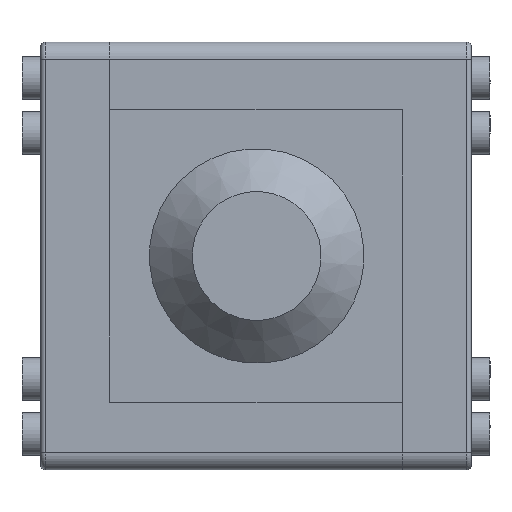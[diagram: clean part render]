
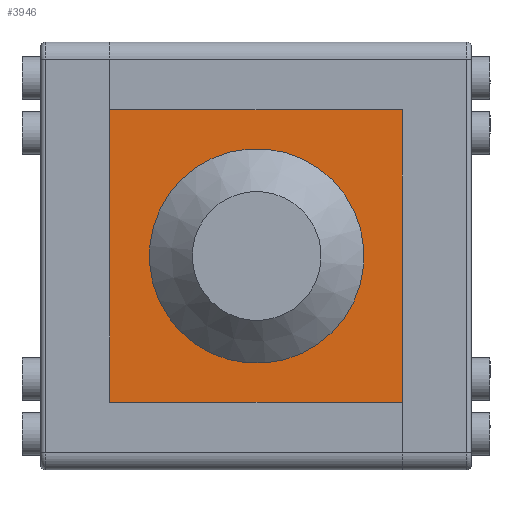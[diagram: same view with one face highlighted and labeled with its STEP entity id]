
A CAD part, left-side view. The second image highlights one B-rep face of the part: STEP entity #3946.
In plain terms, the highlighted face is planar.
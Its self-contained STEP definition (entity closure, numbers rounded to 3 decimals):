
#143=FACE_BOUND('',#761,.T.);
#270=PLANE('',#4404);
#496=FACE_OUTER_BOUND('',#760,.T.);
#760=EDGE_LOOP('',(#3594,#3595,#3596,#3597,#3598,#3599,#3600,#3601,#3602,
#3603,#3604,#3605,#3606,#3607,#3608,#3609,#3610));
#761=EDGE_LOOP('',(#3611));
#1087=LINE('',#7842,#1450);
#1102=LINE('',#7870,#1465);
#1105=LINE('',#7875,#1468);
#1107=LINE('',#7879,#1470);
#1109=LINE('',#7883,#1472);
#1111=LINE('',#7887,#1474);
#1113=LINE('',#7891,#1476);
#1115=LINE('',#7895,#1478);
#1116=LINE('',#7897,#1479);
#1118=LINE('',#9851,#1481);
#1119=LINE('',#9853,#1482);
#1120=LINE('',#9854,#1483);
#1121=LINE('',#9856,#1484);
#1122=LINE('',#9858,#1485);
#1123=LINE('',#9860,#1486);
#1124=LINE('',#9862,#1487);
#1125=LINE('',#9863,#1488);
#1450=VECTOR('',#5405,10.);
#1465=VECTOR('',#5430,10.);
#1468=VECTOR('',#5435,10.);
#1470=VECTOR('',#5439,10.);
#1472=VECTOR('',#5443,10.);
#1474=VECTOR('',#5447,10.);
#1476=VECTOR('',#5451,10.);
#1478=VECTOR('',#5455,10.);
#1479=VECTOR('',#5458,10.);
#1481=VECTOR('',#5476,10.);
#1482=VECTOR('',#5477,10.);
#1483=VECTOR('',#5478,10.);
#1484=VECTOR('',#5479,10.);
#1485=VECTOR('',#5480,10.);
#1486=VECTOR('',#5481,10.);
#1487=VECTOR('',#5482,10.);
#1488=VECTOR('',#5483,10.);
#1628=CIRCLE('',#4402,10.953);
#1962=VERTEX_POINT('',#7840);
#1963=VERTEX_POINT('',#7841);
#1970=VERTEX_POINT('',#7867);
#1971=VERTEX_POINT('',#7869);
#1972=VERTEX_POINT('',#7873);
#1973=VERTEX_POINT('',#7877);
#1974=VERTEX_POINT('',#7881);
#1975=VERTEX_POINT('',#7885);
#1976=VERTEX_POINT('',#7889);
#1977=VERTEX_POINT('',#7893);
#1979=VERTEX_POINT('',#8809);
#1981=VERTEX_POINT('',#9849);
#1982=VERTEX_POINT('',#9850);
#1983=VERTEX_POINT('',#9852);
#1984=VERTEX_POINT('',#9855);
#1985=VERTEX_POINT('',#9857);
#1986=VERTEX_POINT('',#9859);
#1987=VERTEX_POINT('',#9861);
#2484=EDGE_CURVE('',#1962,#1963,#1087,.T.);
#2499=EDGE_CURVE('',#1971,#1970,#1102,.T.);
#2502=EDGE_CURVE('',#1970,#1972,#1105,.T.);
#2504=EDGE_CURVE('',#1972,#1973,#1107,.T.);
#2506=EDGE_CURVE('',#1973,#1974,#1109,.T.);
#2508=EDGE_CURVE('',#1974,#1975,#1111,.T.);
#2510=EDGE_CURVE('',#1975,#1976,#1113,.T.);
#2512=EDGE_CURVE('',#1977,#1976,#1115,.T.);
#2513=EDGE_CURVE('',#1963,#1977,#1116,.T.);
#2520=EDGE_CURVE('',#1979,#1979,#1628,.T.);
#2525=EDGE_CURVE('',#1981,#1982,#1118,.T.);
#2526=EDGE_CURVE('',#1982,#1983,#1119,.T.);
#2527=EDGE_CURVE('',#1983,#1971,#1120,.T.);
#2528=EDGE_CURVE('',#1984,#1962,#1121,.T.);
#2529=EDGE_CURVE('',#1985,#1984,#1122,.T.);
#2530=EDGE_CURVE('',#1985,#1986,#1123,.T.);
#2531=EDGE_CURVE('',#1986,#1987,#1124,.T.);
#2532=EDGE_CURVE('',#1987,#1981,#1125,.T.);
#3594=ORIENTED_EDGE('',*,*,#2525,.T.);
#3595=ORIENTED_EDGE('',*,*,#2526,.T.);
#3596=ORIENTED_EDGE('',*,*,#2527,.T.);
#3597=ORIENTED_EDGE('',*,*,#2499,.T.);
#3598=ORIENTED_EDGE('',*,*,#2502,.T.);
#3599=ORIENTED_EDGE('',*,*,#2504,.T.);
#3600=ORIENTED_EDGE('',*,*,#2506,.T.);
#3601=ORIENTED_EDGE('',*,*,#2508,.T.);
#3602=ORIENTED_EDGE('',*,*,#2510,.T.);
#3603=ORIENTED_EDGE('',*,*,#2512,.F.);
#3604=ORIENTED_EDGE('',*,*,#2513,.F.);
#3605=ORIENTED_EDGE('',*,*,#2484,.F.);
#3606=ORIENTED_EDGE('',*,*,#2528,.F.);
#3607=ORIENTED_EDGE('',*,*,#2529,.F.);
#3608=ORIENTED_EDGE('',*,*,#2530,.T.);
#3609=ORIENTED_EDGE('',*,*,#2531,.T.);
#3610=ORIENTED_EDGE('',*,*,#2532,.T.);
#3611=ORIENTED_EDGE('',*,*,#2520,.F.);
#3946=ADVANCED_FACE('',(#496,#143),#270,.T.);
#4402=AXIS2_PLACEMENT_3D('',#8810,#5469,#5470);
#4404=AXIS2_PLACEMENT_3D('',#9848,#5474,#5475);
#5405=DIRECTION('',(-0.383,0.924,0.));
#5430=DIRECTION('',(0.,1.,0.));
#5435=DIRECTION('',(-1.,0.,0.));
#5439=DIRECTION('',(0.,-1.,0.));
#5443=DIRECTION('',(-0.707,-0.707,0.));
#5447=DIRECTION('',(-1.,0.,0.));
#5451=DIRECTION('',(0.,-1.,0.));
#5455=DIRECTION('',(-1.,0.,0.));
#5458=DIRECTION('',(-0.707,0.707,0.));
#5469=DIRECTION('center_axis',(0.,0.,1.));
#5470=DIRECTION('ref_axis',(-1.,0.,0.));
#5474=DIRECTION('center_axis',(0.,0.,1.));
#5475=DIRECTION('ref_axis',(1.,0.,0.));
#5476=DIRECTION('',(0.,1.,0.));
#5477=DIRECTION('',(-1.,0.,0.));
#5478=DIRECTION('',(-0.707,0.707,0.));
#5479=DIRECTION('',(0.,1.,0.));
#5480=DIRECTION('',(-1.,0.,0.));
#5481=DIRECTION('',(0.,1.,0.));
#5482=DIRECTION('',(0.707,0.707,0.));
#5483=DIRECTION('',(1.,0.,0.));
#7840=CARTESIAN_POINT('',(-37.93,-0.895,20.));
#7841=CARTESIAN_POINT('',(-38.283,-0.042,20.));
#7842=CARTESIAN_POINT('',(-38.942,1.549,20.));
#7867=CARTESIAN_POINT('',(-3.93,45.83,20.));
#7869=CARTESIAN_POINT('',(-3.93,42.255,20.));
#7870=CARTESIAN_POINT('',(-3.93,42.255,20.));
#7873=CARTESIAN_POINT('',(-37.93,45.83,20.));
#7875=CARTESIAN_POINT('',(-3.93,45.83,20.));
#7877=CARTESIAN_POINT('',(-37.93,42.255,20.));
#7879=CARTESIAN_POINT('',(-37.93,46.03,20.));
#7881=CARTESIAN_POINT('',(-42.255,37.93,20.));
#7883=CARTESIAN_POINT('',(-37.93,42.255,20.));
#7885=CARTESIAN_POINT('',(-45.83,37.93,20.));
#7887=CARTESIAN_POINT('',(-42.255,37.93,20.));
#7889=CARTESIAN_POINT('',(-45.83,3.93,20.));
#7891=CARTESIAN_POINT('',(-45.83,37.93,20.));
#7893=CARTESIAN_POINT('',(-42.255,3.93,20.));
#7895=CARTESIAN_POINT('',(-42.255,3.93,20.));
#7897=CARTESIAN_POINT('',(-37.93,-0.395,20.));
#8809=CARTESIAN_POINT('',(-9.977,20.93,20.));
#8810=CARTESIAN_POINT('Origin',(-20.93,20.93,20.));
#9848=CARTESIAN_POINT('Origin',(2.141,20.93,20.));
#9849=CARTESIAN_POINT('',(3.97,3.93,20.));
#9850=CARTESIAN_POINT('',(3.97,37.93,20.));
#9851=CARTESIAN_POINT('',(3.97,3.93,20.));
#9852=CARTESIAN_POINT('',(0.395,37.93,20.));
#9853=CARTESIAN_POINT('',(4.17,37.93,20.));
#9854=CARTESIAN_POINT('',(0.395,37.93,20.));
#9855=CARTESIAN_POINT('',(-37.93,-3.97,20.));
#9856=CARTESIAN_POINT('',(-37.93,-4.17,20.));
#9857=CARTESIAN_POINT('',(-3.971,-3.97,20.));
#9858=CARTESIAN_POINT('',(-37.73,-3.97,20.));
#9859=CARTESIAN_POINT('',(-3.971,-0.437,20.));
#9860=CARTESIAN_POINT('',(-3.971,-4.17,20.));
#9861=CARTESIAN_POINT('',(0.395,3.93,20.));
#9862=CARTESIAN_POINT('',(-3.971,-0.437,20.));
#9863=CARTESIAN_POINT('',(0.395,3.93,20.));
